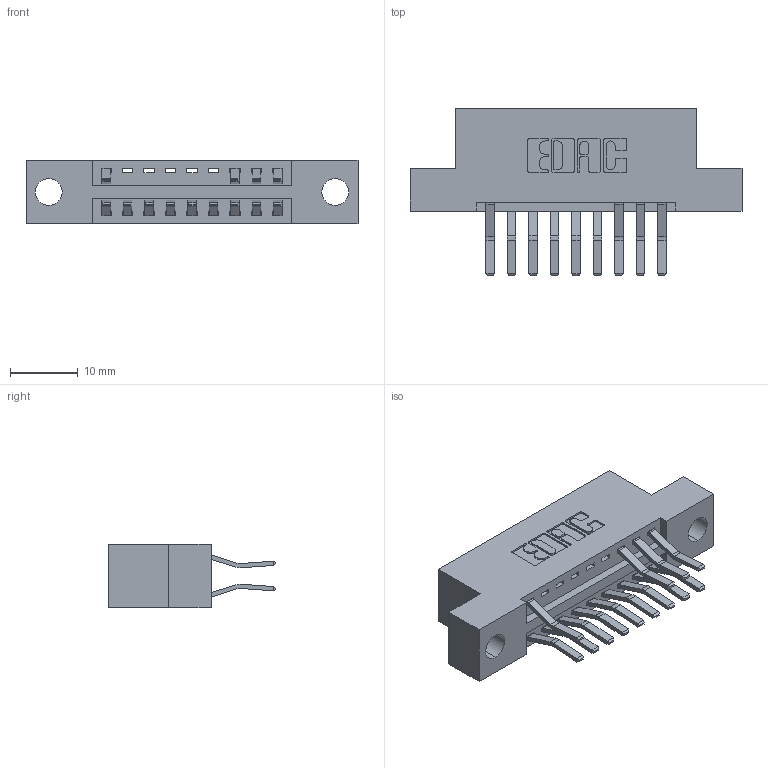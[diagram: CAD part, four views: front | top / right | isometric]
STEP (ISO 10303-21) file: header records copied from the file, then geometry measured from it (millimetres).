
FILE_DESCRIPTION (( 'STEP AP203' ), '1' );
FILE_NAME ('346-018-560-204.STEP', '2018-08-20T09:17:29', ( '' ), ( '' ), 'SwSTEP 2.0', 'SolidWorks 2016', '' );
FILE_SCHEMA (( 'CONFIG_CONTROL_DESIGN' ));
Length unit declared in the file: inch
Products named in the file (3): 346 Part_Flush Mounting Lugs - 0.156 Dia-TH; 345-292-001_560 Tail; 346-018-560-204
Assembly tree (14 placements, depth 2):
  346-018-560-204
    346 Part_Flush Mounting Lugs - 0.156 Dia-TH
    345-292-001_560 Tail  x13
Bounding box: 49.15 x 24.78 x 9.4 mm (x, y, z)
Volume: 4488.7 mm3; surface area: 5432.5 mm2
Topology: 14 solids, 14 shells, 854 faces, 2527 edges, 1666 vertices
Faces by surface type: plane 556, cylinder 298
Entity records: 10247 total; most frequent: CARTESIAN_POINT 1755, ORIENTED_EDGE 1694, DIRECTION 1597, EDGE_CURVE 847, VECTOR 675, LINE 675, VERTEX_POINT 562, AXIS2_PLACEMENT_3D 461
